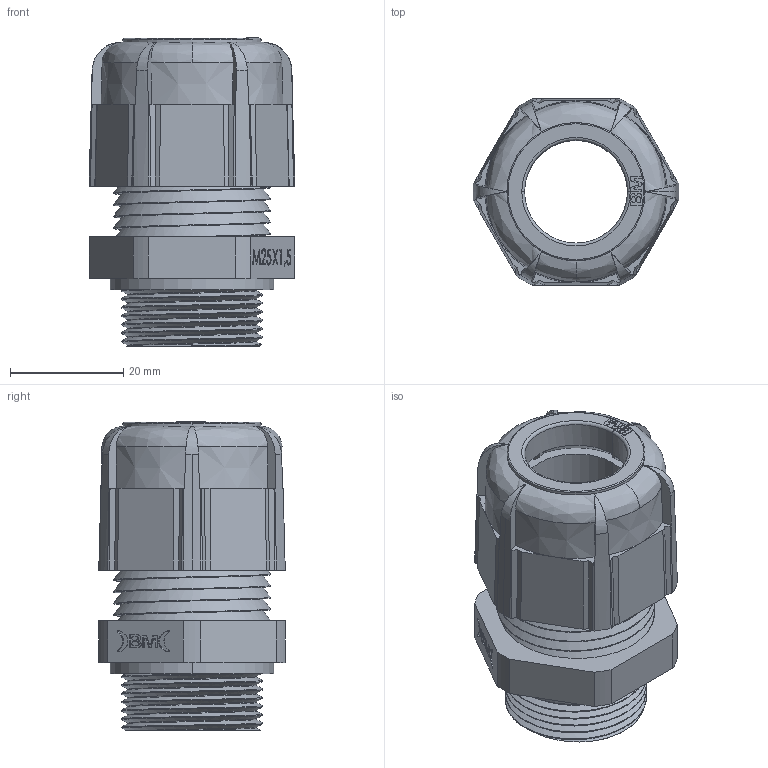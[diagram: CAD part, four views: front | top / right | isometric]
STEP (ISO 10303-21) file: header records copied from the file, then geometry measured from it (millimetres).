
FILE_DESCRIPTION (( 'STEP AP203' ), '1' );
FILE_NAME ('4925.STEP', '2025-06-17T08:25:34', ( '' ), ( '' ), 'SwSTEP 2.0', 'SolidWorks 2022', '' );
FILE_SCHEMA (( 'CONFIG_CONTROL_DESIGN' ));
Length unit declared in the file: millimetre
Products named in the file (1): 4925
Bounding box: 36.44 x 33 x 54.62 mm (x, y, z)
Volume: 24139.5 mm3; surface area: 15488 mm2
Topology: 1 solids, 1 shells, 451 faces, 1222 edges, 801 vertices
Faces by surface type: plane 229, bspline 129, cylinder 61, cone 26, torus 6
Entity records: 20700 total; most frequent: CARTESIAN_POINT 10359, ORIENTED_EDGE 2442, DIRECTION 1643, EDGE_CURVE 1221, VERTEX_POINT 799, LINE 685, VECTOR 685, EDGE_LOOP 482
